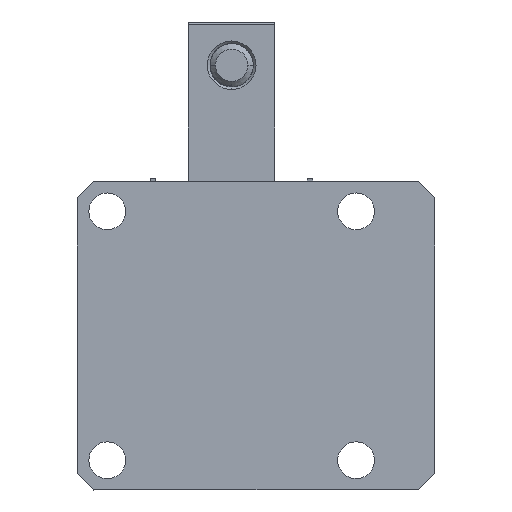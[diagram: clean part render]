
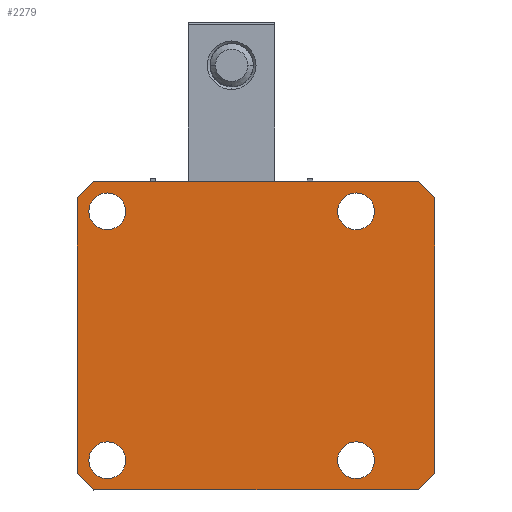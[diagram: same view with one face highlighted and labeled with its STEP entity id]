
A CAD part, front view. The second image highlights one B-rep face of the part: STEP entity #2279.
In plain terms, the highlighted planar face has unit normal (0, -1, 0).
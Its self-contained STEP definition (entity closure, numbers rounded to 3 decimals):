
#151 = VERTEX_POINT ( 'NONE', #12711 ) ;
#188 = EDGE_CURVE ( 'NONE', #5783, #12604, #4824, .T. ) ;
#214 = EDGE_CURVE ( 'NONE', #11436, #9951, #7437, .T. ) ;
#991 = ORIENTED_EDGE ( 'NONE', *, *, #2461, .T. ) ;
#1002 = DIRECTION ( 'NONE',  ( 1., 0., 0. ) ) ;
#1058 = CARTESIAN_POINT ( 'NONE',  ( -460.549, 141.613, -28.5 ) ) ;
#1113 = LINE ( 'NONE', #1676, #6055 ) ;
#1122 = EDGE_LOOP ( 'NONE', ( #2198, #991 ) ) ;
#1187 = ORIENTED_EDGE ( 'NONE', *, *, #7816, .T. ) ;
#1217 = ORIENTED_EDGE ( 'NONE', *, *, #11486, .T. ) ;
#1234 = DIRECTION ( 'NONE',  ( 0., 0., 1. ) ) ;
#1279 = VERTEX_POINT ( 'NONE', #12173 ) ;
#1322 = LINE ( 'NONE', #6887, #8861 ) ;
#1421 = ORIENTED_EDGE ( 'NONE', *, *, #12125, .T. ) ;
#1483 = EDGE_CURVE ( 'NONE', #3973, #9337, #11428, .T. ) ;
#1574 = AXIS2_PLACEMENT_3D ( 'NONE', #2835, #9724, #3844 ) ;
#1676 = CARTESIAN_POINT ( 'NONE',  ( -397.549, 141.613, -28.5 ) ) ;
#1797 = VERTEX_POINT ( 'NONE', #11747 ) ;
#1815 = DIRECTION ( 'NONE',  ( 0., 0., 1. ) ) ;
#1901 = DIRECTION ( 'NONE',  ( 0., 1., 0. ) ) ;
#1946 = CARTESIAN_POINT ( 'NONE',  ( -412.049, 141.613, 23. ) ) ;
#1963 = ORIENTED_EDGE ( 'NONE', *, *, #188, .T. ) ;
#2001 = AXIS2_PLACEMENT_3D ( 'NONE', #2313, #9210, #3305 ) ;
#2181 = LINE ( 'NONE', #10735, #12380 ) ;
#2198 = ORIENTED_EDGE ( 'NONE', *, *, #11893, .T. ) ;
#2234 = VERTEX_POINT ( 'NONE', #7370 ) ;
#2279 = ADVANCED_FACE ( 'NONE', ( #6708, #11347, #6417, #3766, #8696 ), #6059, .T. ) ;
#2313 = CARTESIAN_POINT ( 'NONE',  ( -458.049, 141.613, -23. ) ) ;
#2461 = EDGE_CURVE ( 'NONE', #11551, #1797, #7479, .T. ) ;
#2539 = ORIENTED_EDGE ( 'NONE', *, *, #5630, .T. ) ;
#2607 = AXIS2_PLACEMENT_3D ( 'NONE', #5758, #5716, #5857 ) ;
#2835 = CARTESIAN_POINT ( 'NONE',  ( -458.049, 141.613, 23. ) ) ;
#2851 = VERTEX_POINT ( 'NONE', #7315 ) ;
#2890 = EDGE_CURVE ( 'NONE', #8804, #2234, #1322, .T. ) ;
#3286 = VECTOR ( 'NONE', #5327, 1000. ) ;
#3305 = DIRECTION ( 'NONE',  ( 0., 0., 1. ) ) ;
#3333 = AXIS2_PLACEMENT_3D ( 'NONE', #1946, #1901, #1815 ) ;
#3449 = CARTESIAN_POINT ( 'NONE',  ( -463.549, 141.613, -28.5 ) ) ;
#3481 = CARTESIAN_POINT ( 'NONE',  ( -463.549, 141.613, -25.5 ) ) ;
#3675 = VERTEX_POINT ( 'NONE', #6020 ) ;
#3766 = FACE_BOUND ( 'NONE', #11855, .T. ) ;
#3844 = DIRECTION ( 'NONE',  ( 0., 0., 1. ) ) ;
#3973 = VERTEX_POINT ( 'NONE', #12623 ) ;
#4197 = CARTESIAN_POINT ( 'NONE',  ( -412.049, 141.613, -23. ) ) ;
#4245 = DIRECTION ( 'NONE',  ( 0., 1., 0. ) ) ;
#4262 = DIRECTION ( 'NONE',  ( 0., 0., 1. ) ) ;
#4272 = ORIENTED_EDGE ( 'NONE', *, *, #11536, .T. ) ;
#4323 = DIRECTION ( 'NONE',  ( 0.707, 0., 0.707 ) ) ;
#4480 = DIRECTION ( 'NONE',  ( 1., 0., 0. ) ) ;
#4482 = ORIENTED_EDGE ( 'NONE', *, *, #4956, .T. ) ;
#4626 = EDGE_LOOP ( 'NONE', ( #4272, #11519 ) ) ;
#4640 = EDGE_CURVE ( 'NONE', #10093, #151, #4832, .T. ) ;
#4696 = LINE ( 'NONE', #7637, #12268 ) ;
#4757 = CARTESIAN_POINT ( 'NONE',  ( -412.049, 141.613, -23. ) ) ;
#4824 = LINE ( 'NONE', #3481, #10071 ) ;
#4832 = CIRCLE ( 'NONE', #9278, 3.4 ) ;
#4836 = CARTESIAN_POINT ( 'NONE',  ( -412.049, 141.613, 19.6 ) ) ;
#4837 = CIRCLE ( 'NONE', #1574, 3.4 ) ;
#4956 = EDGE_CURVE ( 'NONE', #5312, #2234, #1113, .T. ) ;
#4975 = DIRECTION ( 'NONE',  ( 0., 1., 0. ) ) ;
#4995 = DIRECTION ( 'NONE',  ( 0., 0., 1. ) ) ;
#5030 = DIRECTION ( 'NONE',  ( 0., 1., 0. ) ) ;
#5043 = CARTESIAN_POINT ( 'NONE',  ( -458.049, 141.613, 23. ) ) ;
#5253 = ORIENTED_EDGE ( 'NONE', *, *, #9720, .F. ) ;
#5312 = VERTEX_POINT ( 'NONE', #9870 ) ;
#5327 = DIRECTION ( 'NONE',  ( 0., 0., -1. ) ) ;
#5400 = DIRECTION ( 'NONE',  ( 0.707, 0., -0.707 ) ) ;
#5593 = LINE ( 'NONE', #8295, #8509 ) ;
#5630 = EDGE_CURVE ( 'NONE', #3675, #1279, #2181, .T. ) ;
#5716 = DIRECTION ( 'NONE',  ( 0., 1., 0. ) ) ;
#5733 = DIRECTION ( 'NONE',  ( 0., 0., 1. ) ) ;
#5743 = CIRCLE ( 'NONE', #5993, 3.4 ) ;
#5758 = CARTESIAN_POINT ( 'NONE',  ( -458.049, 141.613, -23. ) ) ;
#5783 = VERTEX_POINT ( 'NONE', #7526 ) ;
#5857 = DIRECTION ( 'NONE',  ( 0., 0., 1. ) ) ;
#5893 = DIRECTION ( 'NONE',  ( 0., 0., -1. ) ) ;
#5963 = LINE ( 'NONE', #3449, #8574 ) ;
#5981 = DIRECTION ( 'NONE',  ( 0., -1., 0. ) ) ;
#5993 = AXIS2_PLACEMENT_3D ( 'NONE', #10888, #4975, #11864 ) ;
#6020 = CARTESIAN_POINT ( 'NONE',  ( -460.549, 141.613, 28.5 ) ) ;
#6055 = VECTOR ( 'NONE', #1234, 1000. ) ;
#6059 = PLANE ( 'NONE',  #7543 ) ;
#6069 = ORIENTED_EDGE ( 'NONE', *, *, #7218, .T. ) ;
#6113 = CARTESIAN_POINT ( 'NONE',  ( -463.549, 141.613, -28.5 ) ) ;
#6417 = FACE_BOUND ( 'NONE', #1122, .T. ) ;
#6492 = CARTESIAN_POINT ( 'NONE',  ( -458.049, 141.613, 19.6 ) ) ;
#6536 = DIRECTION ( 'NONE',  ( 0.707, 0., -0.707 ) ) ;
#6600 = CIRCLE ( 'NONE', #2001, 3.4 ) ;
#6708 = FACE_OUTER_BOUND ( 'NONE', #7409, .T. ) ;
#6762 = DIRECTION ( 'NONE',  ( -0.707, 0., -0.707 ) ) ;
#6772 = ORIENTED_EDGE ( 'NONE', *, *, #214, .T. ) ;
#6887 = CARTESIAN_POINT ( 'NONE',  ( -400.549, 141.613, 28.5 ) ) ;
#7218 = EDGE_CURVE ( 'NONE', #9951, #11436, #6600, .T. ) ;
#7315 = CARTESIAN_POINT ( 'NONE',  ( -400.549, 141.613, -28.5 ) ) ;
#7370 = CARTESIAN_POINT ( 'NONE',  ( -397.549, 141.613, 25.5 ) ) ;
#7409 = EDGE_LOOP ( 'NONE', ( #4482, #10734, #5253, #2539, #1421, #1963, #1187, #8506 ) ) ;
#7437 = CIRCLE ( 'NONE', #2607, 3.4 ) ;
#7479 = CIRCLE ( 'NONE', #3333, 3.4 ) ;
#7526 = CARTESIAN_POINT ( 'NONE',  ( -463.549, 141.613, -25.5 ) ) ;
#7543 = AXIS2_PLACEMENT_3D ( 'NONE', #6113, #5981, #5893 ) ;
#7637 = CARTESIAN_POINT ( 'NONE',  ( -460.549, 141.613, 28.5 ) ) ;
#7816 = EDGE_CURVE ( 'NONE', #12604, #2851, #5963, .T. ) ;
#8167 = ORIENTED_EDGE ( 'NONE', *, *, #1483, .T. ) ;
#8295 = CARTESIAN_POINT ( 'NONE',  ( -400.549, 141.613, -28.5 ) ) ;
#8506 = ORIENTED_EDGE ( 'NONE', *, *, #12145, .T. ) ;
#8509 = VECTOR ( 'NONE', #4323, 1000. ) ;
#8574 = VECTOR ( 'NONE', #4480, 1000. ) ;
#8605 = EDGE_LOOP ( 'NONE', ( #6069, #6772 ) ) ;
#8643 = AXIS2_PLACEMENT_3D ( 'NONE', #4197, #4245, #4262 ) ;
#8696 = FACE_BOUND ( 'NONE', #8605, .T. ) ;
#8804 = VERTEX_POINT ( 'NONE', #9102 ) ;
#8861 = VECTOR ( 'NONE', #6536, 1000. ) ;
#9102 = CARTESIAN_POINT ( 'NONE',  ( -400.549, 141.613, 28.5 ) ) ;
#9210 = DIRECTION ( 'NONE',  ( 0., 1., 0. ) ) ;
#9278 = AXIS2_PLACEMENT_3D ( 'NONE', #5043, #5030, #4995 ) ;
#9337 = VERTEX_POINT ( 'NONE', #12171 ) ;
#9396 = CARTESIAN_POINT ( 'NONE',  ( -458.049, 141.613, -26.4 ) ) ;
#9720 = EDGE_CURVE ( 'NONE', #3675, #8804, #4696, .T. ) ;
#9724 = DIRECTION ( 'NONE',  ( 0., 1., 0. ) ) ;
#9870 = CARTESIAN_POINT ( 'NONE',  ( -397.549, 141.613, -25.5 ) ) ;
#9951 = VERTEX_POINT ( 'NONE', #10204 ) ;
#10071 = VECTOR ( 'NONE', #5400, 1000. ) ;
#10093 = VERTEX_POINT ( 'NONE', #6492 ) ;
#10204 = CARTESIAN_POINT ( 'NONE',  ( -458.049, 141.613, -19.6 ) ) ;
#10396 = CIRCLE ( 'NONE', #11752, 3.4 ) ;
#10734 = ORIENTED_EDGE ( 'NONE', *, *, #2890, .F. ) ;
#10735 = CARTESIAN_POINT ( 'NONE',  ( -460.549, 141.613, 28.5 ) ) ;
#10888 = CARTESIAN_POINT ( 'NONE',  ( -412.049, 141.613, 23. ) ) ;
#11169 = LINE ( 'NONE', #12233, #3286 ) ;
#11347 = FACE_BOUND ( 'NONE', #4626, .T. ) ;
#11428 = CIRCLE ( 'NONE', #8643, 3.4 ) ;
#11436 = VERTEX_POINT ( 'NONE', #9396 ) ;
#11486 = EDGE_CURVE ( 'NONE', #9337, #3973, #10396, .T. ) ;
#11519 = ORIENTED_EDGE ( 'NONE', *, *, #4640, .T. ) ;
#11536 = EDGE_CURVE ( 'NONE', #151, #10093, #4837, .T. ) ;
#11551 = VERTEX_POINT ( 'NONE', #4836 ) ;
#11640 = DIRECTION ( 'NONE',  ( 0., 1., 0. ) ) ;
#11747 = CARTESIAN_POINT ( 'NONE',  ( -412.049, 141.613, 26.4 ) ) ;
#11752 = AXIS2_PLACEMENT_3D ( 'NONE', #4757, #11640, #5733 ) ;
#11855 = EDGE_LOOP ( 'NONE', ( #8167, #1217 ) ) ;
#11864 = DIRECTION ( 'NONE',  ( 0., 0., 1. ) ) ;
#11893 = EDGE_CURVE ( 'NONE', #1797, #11551, #5743, .T. ) ;
#12125 = EDGE_CURVE ( 'NONE', #1279, #5783, #11169, .T. ) ;
#12145 = EDGE_CURVE ( 'NONE', #2851, #5312, #5593, .T. ) ;
#12171 = CARTESIAN_POINT ( 'NONE',  ( -412.049, 141.613, -26.4 ) ) ;
#12173 = CARTESIAN_POINT ( 'NONE',  ( -463.549, 141.613, 25.5 ) ) ;
#12233 = CARTESIAN_POINT ( 'NONE',  ( -463.549, 141.613, -28.5 ) ) ;
#12268 = VECTOR ( 'NONE', #1002, 1000. ) ;
#12380 = VECTOR ( 'NONE', #6762, 1000. ) ;
#12604 = VERTEX_POINT ( 'NONE', #1058 ) ;
#12623 = CARTESIAN_POINT ( 'NONE',  ( -412.049, 141.613, -19.6 ) ) ;
#12711 = CARTESIAN_POINT ( 'NONE',  ( -458.049, 141.613, 26.4 ) ) ;
